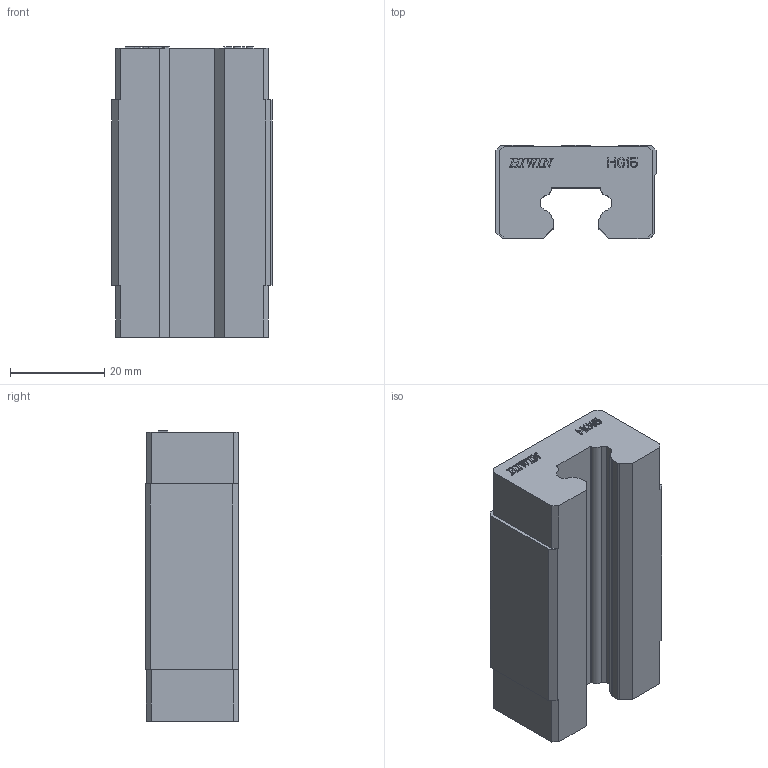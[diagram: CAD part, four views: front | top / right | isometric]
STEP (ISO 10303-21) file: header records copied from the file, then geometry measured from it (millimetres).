
FILE_DESCRIPTION (( 'STEP AP203' ), '1' );
FILE_NAME ('HGL15C.STEP', '2007-11-05T07:46:05', ( 'HIWIN GmbH' ), ( '77654 Offenburg' ), 'SwSTEP 2.0', 'SolidWorks 2006104', '' );
FILE_SCHEMA (( 'CONFIG_CONTROL_DESIGN' ));
Length unit declared in the file: millimetre
Products named in the file (3): HGL15C; HGH_15_ASM_3_ASM1_Standard; HGH15_3_Standard
Assembly tree (2 placements, depth 3):
  HGL15C
    HGH_15_ASM_3_ASM1_Standard
      HGH15_3_Standard
Bounding box: 34 x 19.7 x 61.7 mm (x, y, z)
Volume: 31747.3 mm3; surface area: 9199.7 mm2
Topology: 1 solids, 1 shells, 424 faces, 1227 edges, 818 vertices
Faces by surface type: plane 297, bspline 107, cylinder 20
Entity records: 16677 total; most frequent: CARTESIAN_POINT 6058, ORIENTED_EDGE 2454, DIRECTION 1611, EDGE_CURVE 1227, VECTOR 923, LINE 923, VERTEX_POINT 818, EDGE_LOOP 437
